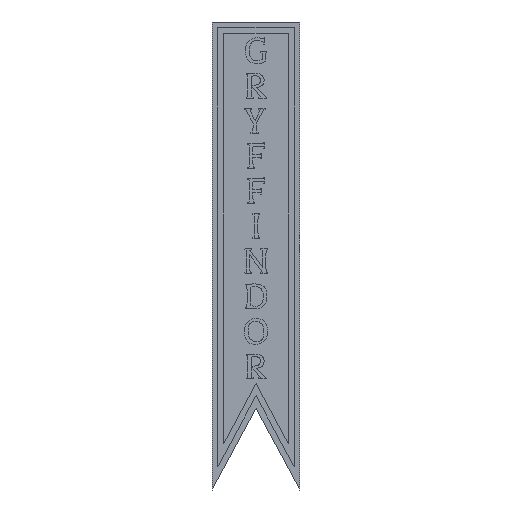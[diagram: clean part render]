
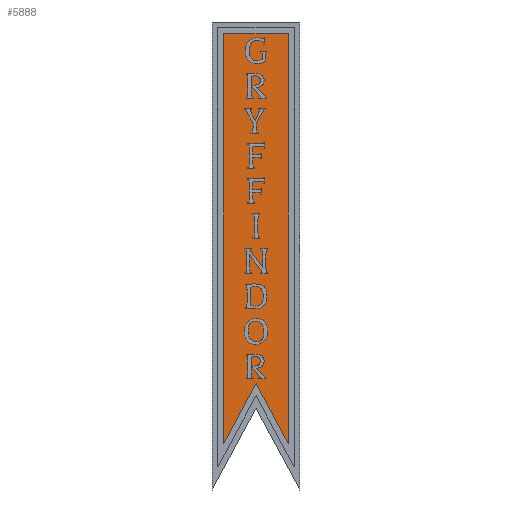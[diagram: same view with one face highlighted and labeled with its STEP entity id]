
A CAD part, front view. The second image highlights one B-rep face of the part: STEP entity #5888.
In plain terms, the highlighted planar face has unit normal (0, -1, 0).
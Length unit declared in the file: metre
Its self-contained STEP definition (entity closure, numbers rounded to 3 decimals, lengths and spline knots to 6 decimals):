
#287=PLANE('',#6296);
#1004=LINE('',#9818,#1732);
#1008=LINE('',#9826,#1736);
#1011=LINE('',#9832,#1739);
#1014=LINE('',#9838,#1742);
#1016=LINE('',#9841,#1744);
#1732=VECTOR('',#7529,1.);
#1736=VECTOR('',#7535,1.);
#1739=VECTOR('',#7540,1.);
#1742=VECTOR('',#7545,1.);
#1744=VECTOR('',#7549,1.);
#3403=ORIENTED_EDGE('',*,*,#4234,.F.);
#3404=ORIENTED_EDGE('',*,*,#4238,.T.);
#3405=ORIENTED_EDGE('',*,*,#4241,.F.);
#3406=ORIENTED_EDGE('',*,*,#4244,.T.);
#3407=ORIENTED_EDGE('',*,*,#4246,.F.);
#4234=EDGE_CURVE('',#4795,#4796,#1004,.T.);
#4238=EDGE_CURVE('',#4795,#4798,#1008,.T.);
#4241=EDGE_CURVE('',#4800,#4798,#1011,.T.);
#4244=EDGE_CURVE('',#4800,#4802,#1014,.T.);
#4246=EDGE_CURVE('',#4796,#4802,#1016,.T.);
#4795=VERTEX_POINT('',#9817);
#4796=VERTEX_POINT('',#9819);
#4798=VERTEX_POINT('',#9825);
#4800=VERTEX_POINT('',#9831);
#4802=VERTEX_POINT('',#9837);
#5219=EDGE_LOOP('',(#3403,#3404,#3405,#3406,#3407));
#5531=FACE_BOUND('',#5219,.T.);
#5888=ADVANCED_FACE('',(#5531),#287,.T.);
#6296=AXIS2_PLACEMENT_3D('',#9842,#7550,#7551);
#7529=DIRECTION('',(0.,0.,1.));
#7535=DIRECTION('',(0.472,0.,0.881));
#7540=DIRECTION('',(-0.472,0.,0.881));
#7545=DIRECTION('',(0.,0.,1.));
#7549=DIRECTION('',(1.,0.,0.));
#7550=DIRECTION('',(0.,-1.,0.));
#7551=DIRECTION('',(1.,0.,0.));
#9817=CARTESIAN_POINT('',(-0.01397,-0.00381,-0.08136));
#9818=CARTESIAN_POINT('',(-0.01397,-0.00381,0.00758));
#9819=CARTESIAN_POINT('',(-0.01397,-0.00381,0.09652));
#9825=CARTESIAN_POINT('',(0.,-0.00381,-0.055282));
#9826=CARTESIAN_POINT('',(-0.006985,-0.00381,-0.068321));
#9831=CARTESIAN_POINT('',(0.01397,-0.00381,-0.08136));
#9832=CARTESIAN_POINT('',(0.006985,-0.00381,-0.068321));
#9837=CARTESIAN_POINT('',(0.01397,-0.00381,0.09652));
#9838=CARTESIAN_POINT('',(0.01397,-0.00381,0.00758));
#9841=CARTESIAN_POINT('',(0.,-0.00381,0.09652));
#9842=CARTESIAN_POINT('',(0.,-0.00381,0.));
